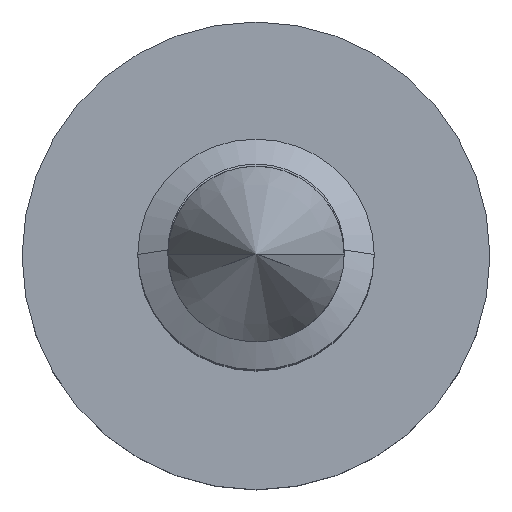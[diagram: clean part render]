
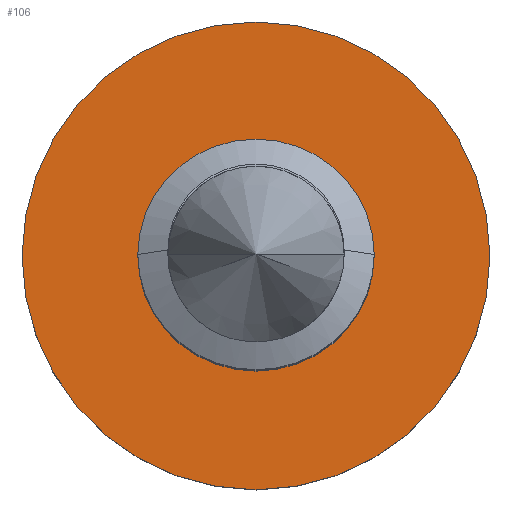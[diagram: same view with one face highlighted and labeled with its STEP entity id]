
A CAD part, top view. The second image highlights one B-rep face of the part: STEP entity #106.
In plain terms, the highlighted planar face has unit normal (0, 0, 1).
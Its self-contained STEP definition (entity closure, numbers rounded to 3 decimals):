
#36 = CIRCLE ( 'NONE', #2154, 4.75 ) ;
#106 = ADVANCED_FACE ( 'E183', ( #2987, #3503 ), #3577, .F. ) ;
#221 = VERTEX_POINT ( 'NONE', #2626 ) ;
#483 = EDGE_CURVE ( 'E184', #2274, #2628, #36, .T. ) ;
#603 = DIRECTION ( 'NONE',  ( -1., 0., 0. ) ) ;
#659 = CARTESIAN_POINT ( 'NONE',  ( 0., 0., 3.7 ) ) ;
#983 = DIRECTION ( 'NONE',  ( -1., 0., 0. ) ) ;
#1036 = CIRCLE ( 'NONE', #3037, 4.75 ) ;
#1043 = DIRECTION ( 'NONE',  ( -1., 0., 0. ) ) ;
#1082 = CIRCLE ( 'NONE', #3457, 1.99 ) ;
#1173 = CARTESIAN_POINT ( 'NONE',  ( -4.75, 0., 3.7 ) ) ;
#1237 = CARTESIAN_POINT ( 'NONE',  ( 4.75, 0., 3.7 ) ) ;
#1298 = DIRECTION ( 'NONE',  ( 0., 0., -1. ) ) ;
#1558 = EDGE_CURVE ( 'E182', #221, #4298, #1082, .T. ) ;
#2154 = AXIS2_PLACEMENT_3D ( 'NONE', #3554, #3902, #603 ) ;
#2271 = DIRECTION ( 'NONE',  ( 0., 0., -1. ) ) ;
#2274 = VERTEX_POINT ( 'NONE', #1173 ) ;
#2315 = CARTESIAN_POINT ( 'NONE',  ( 0., 0., 3.7 ) ) ;
#2331 = DIRECTION ( 'NONE',  ( 0., 0., -1. ) ) ;
#2341 = ORIENTED_EDGE ( 'NONE', *, *, #483, .F. ) ;
#2481 = EDGE_LOOP ( 'NONE', ( #2341, #3761 ) ) ;
#2588 = DIRECTION ( 'NONE',  ( -1., 0., 0. ) ) ;
#2599 = EDGE_LOOP ( 'NONE', ( #3896, #3265 ) ) ;
#2626 = CARTESIAN_POINT ( 'NONE',  ( 1.99, 0., 3.7 ) ) ;
#2628 = VERTEX_POINT ( 'NONE', #1237 ) ;
#2668 = AXIS2_PLACEMENT_3D ( 'NONE', #3918, #3595, #2588 ) ;
#2703 = CARTESIAN_POINT ( 'NONE',  ( 0., 0., 3.7 ) ) ;
#2987 = FACE_OUTER_BOUND ( 'NONE', #2481, .T. ) ;
#3037 = AXIS2_PLACEMENT_3D ( 'NONE', #2315, #2271, #983 ) ;
#3139 = CIRCLE ( 'NONE', #3652, 1.99 ) ;
#3248 = DIRECTION ( 'NONE',  ( -1., 0., 0. ) ) ;
#3265 = ORIENTED_EDGE ( 'NONE', *, *, #1558, .T. ) ;
#3457 = AXIS2_PLACEMENT_3D ( 'NONE', #2703, #2331, #1043 ) ;
#3503 = FACE_BOUND ( 'NONE', #2599, .T. ) ;
#3554 = CARTESIAN_POINT ( 'NONE',  ( 0., 0., 3.7 ) ) ;
#3577 = PLANE ( 'NONE',  #2668 ) ;
#3595 = DIRECTION ( 'NONE',  ( 0., 0., -1. ) ) ;
#3652 = AXIS2_PLACEMENT_3D ( 'NONE', #659, #1298, #3248 ) ;
#3761 = ORIENTED_EDGE ( 'NONE', *, *, #4020, .F. ) ;
#3896 = ORIENTED_EDGE ( 'NONE', *, *, #3997, .T. ) ;
#3902 = DIRECTION ( 'NONE',  ( 0., 0., -1. ) ) ;
#3918 = CARTESIAN_POINT ( 'NONE',  ( 0., 1.99, 3.7 ) ) ;
#3997 = EDGE_CURVE ( 'E182', #4298, #221, #3139, .T. ) ;
#4020 = EDGE_CURVE ( 'E184', #2628, #2274, #1036, .T. ) ;
#4044 = CARTESIAN_POINT ( 'NONE',  ( -1.99, 0., 3.7 ) ) ;
#4298 = VERTEX_POINT ( 'NONE', #4044 ) ;
